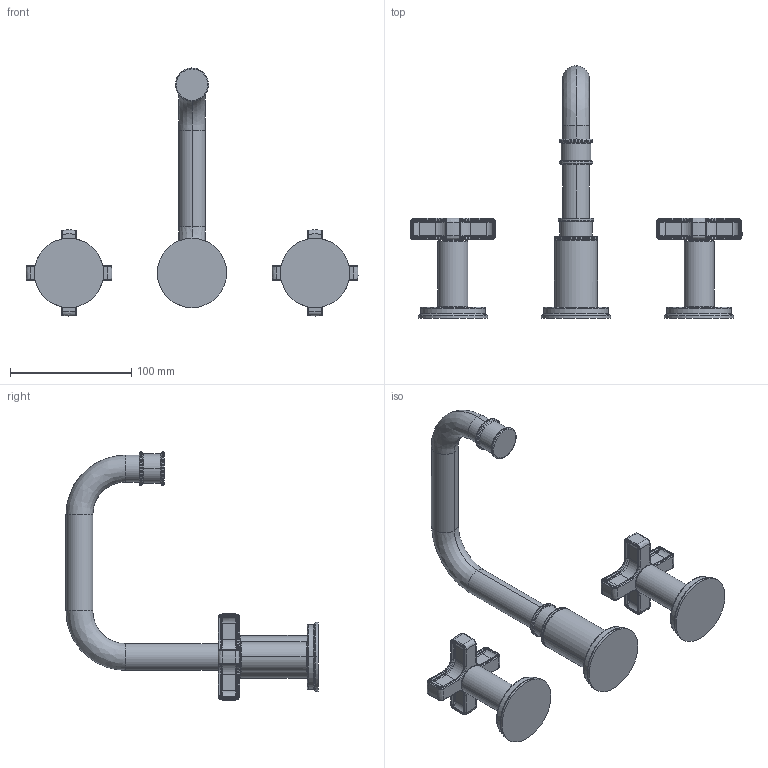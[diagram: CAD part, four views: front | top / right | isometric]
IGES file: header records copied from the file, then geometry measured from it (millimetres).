
Start section:  PTC IGES file: 3280.igs
Global section: file name: 3280.igs; native system: Creo Parametric by PTC Inc.; preprocessor: 2018400; author: jinson.thomas; organization: Unknown; date: 20201130.114615; units: inch
Bounding box: 274.22 x 208.22 x 204.85 mm (x, y, z)
Volume: 350483.2 mm3; surface area: 75441.5 mm2
Topology: 3 solids, 3 shells, 509 faces, 1284 edges, 794 vertices
Faces by surface type: revolution 378, bspline 131
